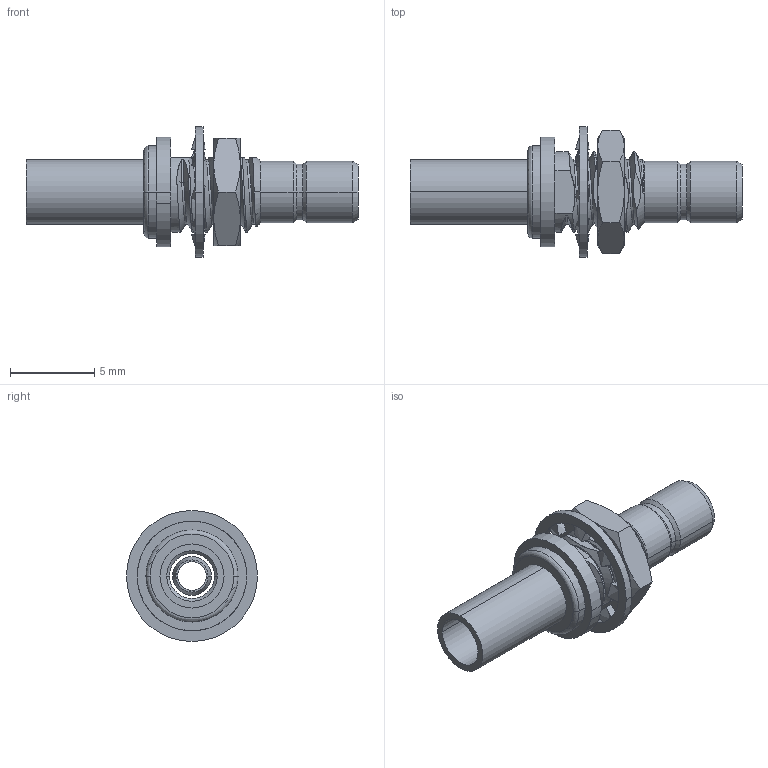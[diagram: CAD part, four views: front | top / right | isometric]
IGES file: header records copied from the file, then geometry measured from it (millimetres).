
Start section:  PTC IGES file: 903-505j-51s_sw0001.igs
Global section: file name: 903-505j-51s_sw0001.igs; native system: Pro/ENGINEER by Parametric Technology Corporation; preprocessor: 2008010; author: padmanabhan; organization: Unknown; date: 20081210.162945; units: inch
Bounding box: 19.7 x 7.77 x 7.77 mm (x, y, z)
Surface area: 707.7 mm2 (no closed solid volume)
Topology: 0 solids, 0 shells, 141 faces, 730 edges, 730 vertices
Faces by surface type: bspline 73, revolution 68
